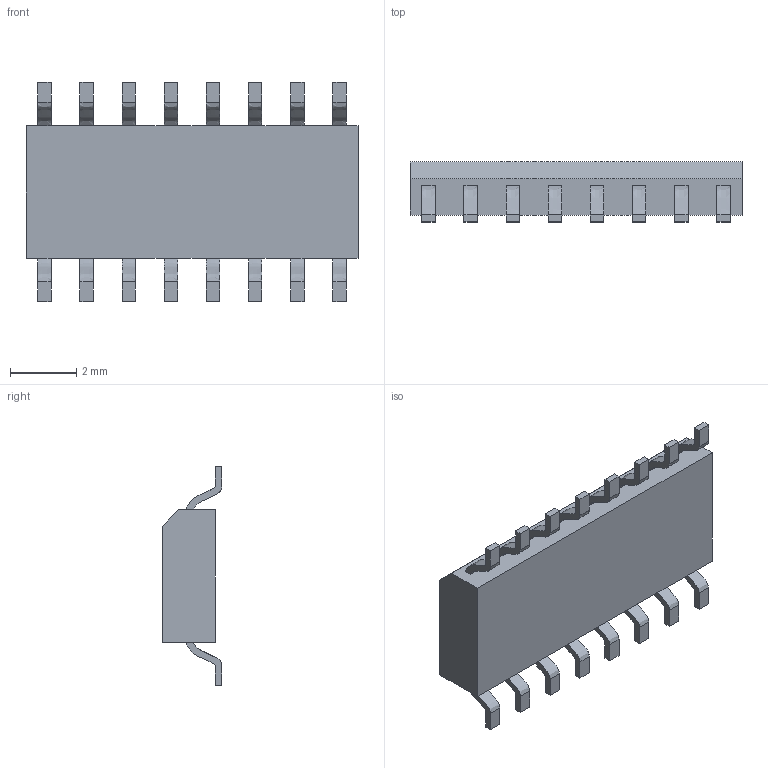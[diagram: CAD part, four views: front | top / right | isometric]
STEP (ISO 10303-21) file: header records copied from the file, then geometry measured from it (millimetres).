
FILE_DESCRIPTION (( 'STEP AP214' ), '1' );
FILE_NAME ('User Library-16-Pin SOIC.STEP', '2018-07-25T08:27:53', ( '' ), ( '' ), 'SwSTEP 2.0', 'SolidWorks 2018', '' );
FILE_SCHEMA (( 'AUTOMOTIVE_DESIGN' ));
Length unit declared in the file: millimetre
Products named in the file (1): User Library-16-Pin SOIC
Bounding box: 10 x 1.8 x 6.6 mm (x, y, z)
Volume: 64.9 mm3; surface area: 156 mm2
Topology: 1 solids, 1 shells, 122 faces, 309 edges, 206 vertices
Faces by surface type: plane 88, bspline 32, cylinder 2
Entity records: 7437 total; most frequent: CARTESIAN_POINT 3326, ORIENTED_EDGE 618, DIRECTION 431, EDGE_CURVE 309, VECTOR 241, LINE 241, VERTEX_POINT 206, EDGE_LOOP 139
